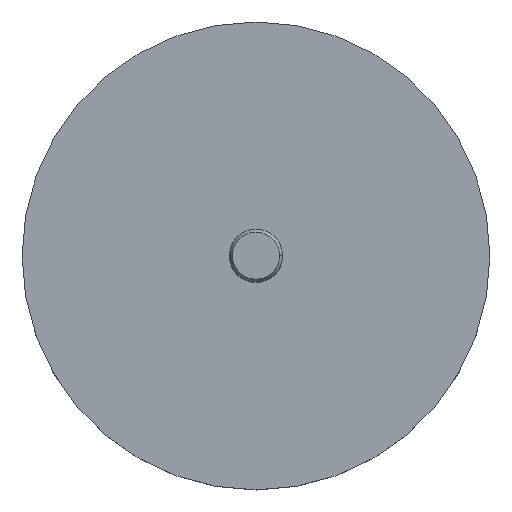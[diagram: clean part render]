
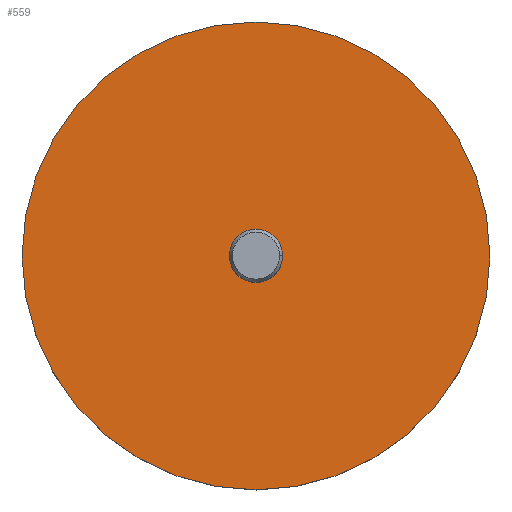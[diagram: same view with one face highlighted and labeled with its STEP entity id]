
A CAD part, top view. The second image highlights one B-rep face of the part: STEP entity #559.
In plain terms, the highlighted planar face has unit normal (0, 0, 1).
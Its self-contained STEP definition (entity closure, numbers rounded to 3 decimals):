
#3 = DIRECTION ( 'NONE',  ( 0., 0., -1. ) ) ;
#11 = EDGE_CURVE ( 'NONE', #99, #335, #611, .T. ) ;
#13 = DIRECTION ( 'NONE',  ( -1., 0., 0. ) ) ;
#33 = FACE_BOUND ( 'NONE', #538, .T. ) ;
#63 = DIRECTION ( 'NONE',  ( 0., 0., 1. ) ) ;
#65 = CARTESIAN_POINT ( 'NONE',  ( -106.649, -39.369, 3.206 ) ) ;
#75 = CARTESIAN_POINT ( 'NONE',  ( -111.652, -39.369, 3.206 ) ) ;
#98 = CARTESIAN_POINT ( 'NONE',  ( -111.652, -39.369, 3.206 ) ) ;
#99 = VERTEX_POINT ( 'NONE', #637 ) ;
#103 = AXIS2_PLACEMENT_3D ( 'NONE', #112, #634, #206 ) ;
#112 = CARTESIAN_POINT ( 'NONE',  ( -111.652, -39.369, 3.206 ) ) ;
#115 = ORIENTED_EDGE ( 'NONE', *, *, #354, .F. ) ;
#118 = DIRECTION ( 'NONE',  ( 0., 0., -1. ) ) ;
#122 = DIRECTION ( 'NONE',  ( -1., 0., 0. ) ) ;
#162 = AXIS2_PLACEMENT_3D ( 'NONE', #75, #118, #122 ) ;
#186 = ORIENTED_EDGE ( 'NONE', *, *, #499, .T. ) ;
#206 = DIRECTION ( 'NONE',  ( -1., 0., 0. ) ) ;
#213 = DIRECTION ( 'NONE',  ( 0., 0., -1. ) ) ;
#214 = PLANE ( 'NONE',  #427 ) ;
#273 = VERTEX_POINT ( 'NONE', #65 ) ;
#284 = EDGE_CURVE ( 'NONE', #273, #407, #304, .T. ) ;
#299 = DIRECTION ( 'NONE',  ( -1., 0., 0. ) ) ;
#304 = CIRCLE ( 'NONE', #586, 5.002 ) ;
#324 = EDGE_LOOP ( 'NONE', ( #627, #115 ) ) ;
#335 = VERTEX_POINT ( 'NONE', #401 ) ;
#354 = EDGE_CURVE ( 'NONE', #335, #99, #358, .T. ) ;
#358 = CIRCLE ( 'NONE', #596, 43.999 ) ;
#366 = ORIENTED_EDGE ( 'NONE', *, *, #284, .T. ) ;
#401 = CARTESIAN_POINT ( 'NONE',  ( -67.652, -39.369, 3.206 ) ) ;
#407 = VERTEX_POINT ( 'NONE', #667 ) ;
#413 = FACE_OUTER_BOUND ( 'NONE', #324, .T. ) ;
#427 = AXIS2_PLACEMENT_3D ( 'NONE', #625, #63, #524 ) ;
#494 = CIRCLE ( 'NONE', #103, 5.002 ) ;
#499 = EDGE_CURVE ( 'NONE', #407, #273, #494, .T. ) ;
#522 = CARTESIAN_POINT ( 'NONE',  ( -111.652, -39.369, 3.206 ) ) ;
#524 = DIRECTION ( 'NONE',  ( 1., 0., 0. ) ) ;
#538 = EDGE_LOOP ( 'NONE', ( #186, #366 ) ) ;
#559 = ADVANCED_FACE ( 'NONE', ( #33, #413 ), #214, .T. ) ;
#586 = AXIS2_PLACEMENT_3D ( 'NONE', #522, #213, #13 ) ;
#596 = AXIS2_PLACEMENT_3D ( 'NONE', #98, #3, #299 ) ;
#611 = CIRCLE ( 'NONE', #162, 43.999 ) ;
#625 = CARTESIAN_POINT ( 'NONE',  ( -111.685, -34.367, 3.206 ) ) ;
#627 = ORIENTED_EDGE ( 'NONE', *, *, #11, .F. ) ;
#634 = DIRECTION ( 'NONE',  ( 0., 0., -1. ) ) ;
#637 = CARTESIAN_POINT ( 'NONE',  ( -155.651, -39.369, 3.206 ) ) ;
#667 = CARTESIAN_POINT ( 'NONE',  ( -116.654, -39.369, 3.206 ) ) ;
